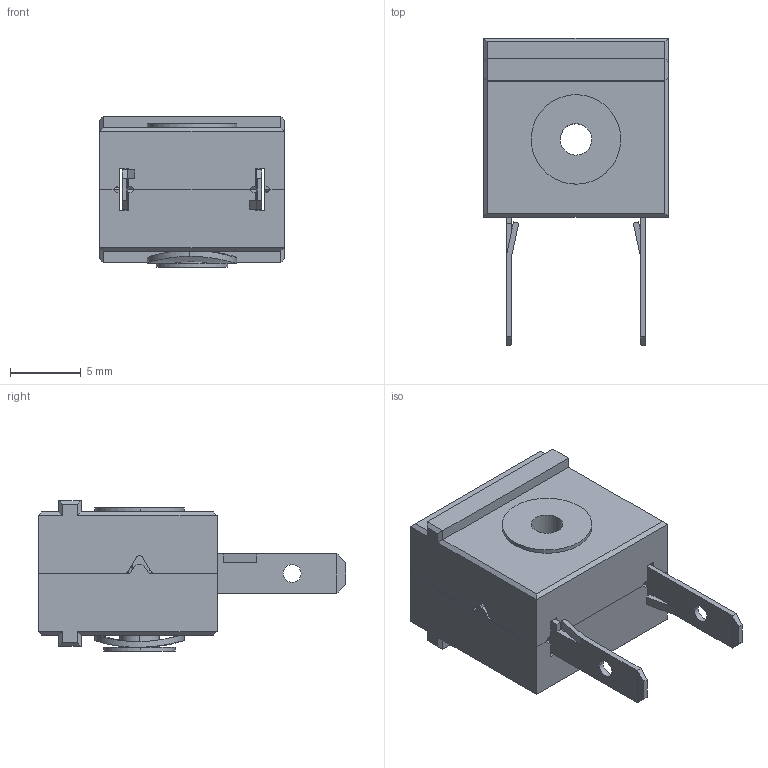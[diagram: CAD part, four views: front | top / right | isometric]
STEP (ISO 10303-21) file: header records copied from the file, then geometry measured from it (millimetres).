
FILE_DESCRIPTION (( 'STEP AP214' ), '1' );
FILE_NAME ('27-07.STEP', '2019-06-10T17:31:02', ( 'user' ), ( 'Microsoft' ), 'SwSTEP 2.0', 'SolidWorks 2018', '' );
FILE_SCHEMA (( 'AUTOMOTIVE_DESIGN' ));
Length unit declared in the file: foot
Products named in the file (5): 7701450900_Wave washer; 78048309xx_78035409xx_Terminal; 9301181000_Eyelet_crimps; 9104111205_Housing; 27-07
Assembly tree (6 placements, depth 2):
  27-07
    9104111205_Housing  x2
    9301181000_Eyelet_crimps
    78048309xx_78035409xx_Terminal  x2
    7701450900_Wave washer
Bounding box: 13.11 x 21.83 x 10.67 mm (x, y, z)
Volume: 1193.3 mm3; surface area: 2025.1 mm2
Topology: 6 solids, 6 shells, 292 faces, 788 edges, 508 vertices
Faces by surface type: plane 234, cylinder 58
Entity records: 5190 total; most frequent: CARTESIAN_POINT 1141, ORIENTED_EDGE 824, DIRECTION 755, EDGE_CURVE 412, LINE 331, VECTOR 331, VERTEX_POINT 266, AXIS2_PLACEMENT_3D 212
